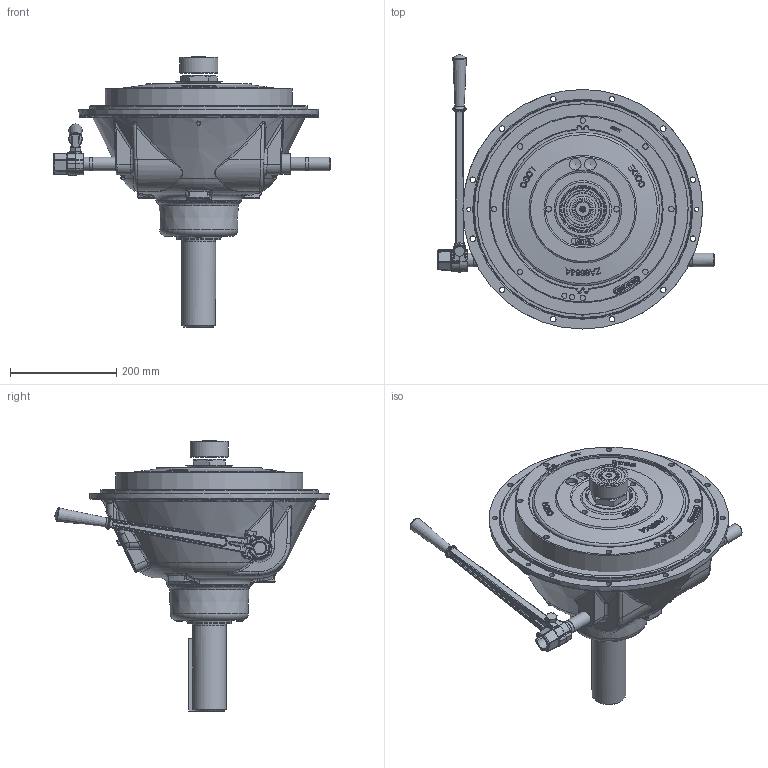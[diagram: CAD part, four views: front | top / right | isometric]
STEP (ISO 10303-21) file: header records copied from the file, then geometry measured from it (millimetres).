
FILE_DESCRIPTION (( 'STEP AP214' ), '1' );
FILE_NAME (' SP211P328.step', '2019-06-27T18:54:01', ( 'TDI' ), ( 'Twin Disc Inc' ), 'SwSTEP 2.0', 'SolidWorks 2015', '' );
FILE_SCHEMA (( 'AUTOMOTIVE_DESIGN' ));
Length unit declared in the file: millimetre
Products named in the file (1):  SP211P328
Bounding box: 520.7 x 515.68 x 508 mm (x, y, z)
Surface area: 941361 mm2 (no closed solid volume)
Topology: 0 solids, 144 shells, 1461 faces, 5624 edges, 4162 vertices
Faces by surface type: bspline 555, plane 392, cylinder 257, torus 123, cone 100, sphere 34
Full cylindrical faces by diameter (mm): 6.35 x1, 6.528 x1, 7.937 x2, 9.525 x2, 10.319 x12, 10.32 x8, 10.716 x2, 11.684 x2, 12.611 x1, 12.7 x2, 18.872 x1, 22.225 x2, 23.622 x1, 24.486 x2, 25.375 x1, 25.4 x1, 25.797 x1, 29.995 x1, 37.093 x1, 38.1 x1, 49.184 x1, 59.767 x1, 60.325 x1, 61.68 x1, 63.487 x1, 66.726 x1, 67.31 x1, 71.992 x1, 288.925 x1, 352.361 x1
Entity records: 114625 total; most frequent: CARTESIAN_POINT 59390, ORIENTED_EDGE 7883, DIRECTION 6336, EDGE_CURVE 5424, VERTEX_POINT 4118, AXIS2_PLACEMENT_3D 2364, B_SPLINE_CURVE_WITH_KNOTS 2209, EDGE_LOOP 1740
